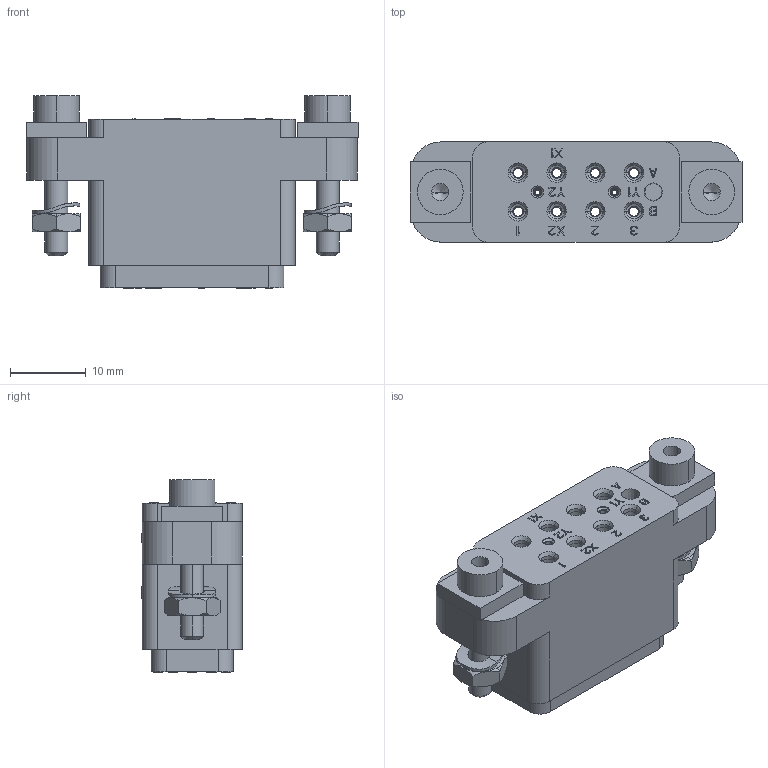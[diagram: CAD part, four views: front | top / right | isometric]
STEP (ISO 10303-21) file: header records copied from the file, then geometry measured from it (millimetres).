
FILE_DESCRIPTION((''),'2;1');
FILE_NAME('00156535510','2020-09-30T',('presta_be4'),(''),'CREO PARAMETRIC BY PTC INC, 2018360','CREO PARAMETRIC BY PTC INC, 2018360','');
FILE_SCHEMA(('CONFIG_CONTROL_DESIGN'));
Products named in the file (1): 00156535510
Bounding box: 43.7 x 13.25 x 25.36 mm (x, y, z)
Volume: 7960.5 mm3; surface area: 7204.4 mm2
Topology: 5 solids, 5 shells, 2038 faces, 5366 edges, 3482 vertices
Faces by surface type: plane 1440, cylinder 356, cone 154, torus 56, bspline 32
Entity records: 68748 total; most frequent: CARTESIAN_POINT 17950, ORIENTED_EDGE 10724, DIRECTION 10126, EDGE_CURVE 5362, VECTOR 4178, LINE 4178, VERTEX_POINT 3482, AXIS2_PLACEMENT_3D 2974
